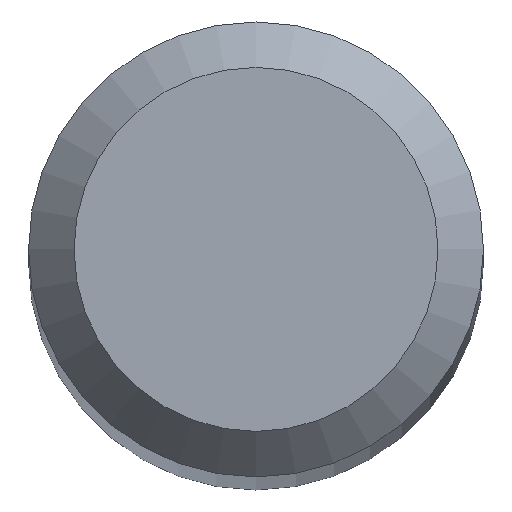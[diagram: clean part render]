
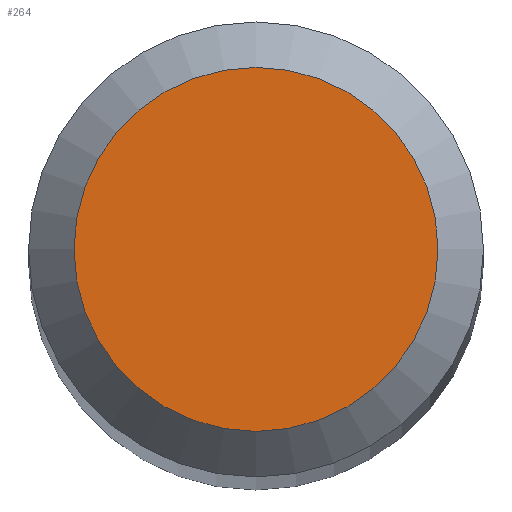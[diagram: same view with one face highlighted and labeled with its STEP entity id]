
A CAD part, top view. The second image highlights one B-rep face of the part: STEP entity #264.
In plain terms, the highlighted planar face has unit normal (0, 0, 1).
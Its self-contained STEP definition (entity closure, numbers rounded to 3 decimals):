
#56 = AXIS2_PLACEMENT_3D ( 'NONE', #98, #121, #237 ) ;
#98 = CARTESIAN_POINT ( 'NONE',  ( 0., 0., 30. ) ) ;
#121 = DIRECTION ( 'NONE',  ( 0., 0., -1. ) ) ;
#140 = DIRECTION ( 'NONE',  ( 0., 0., -1. ) ) ;
#182 = CIRCLE ( 'NONE', #203, 0.6 ) ;
#191 = PLANE ( 'NONE',  #56 ) ;
#194 = DIRECTION ( 'NONE',  ( 0., 1., 0. ) ) ;
#202 = CARTESIAN_POINT ( 'NONE',  ( 0., 0.6, 30. ) ) ;
#203 = AXIS2_PLACEMENT_3D ( 'NONE', #218, #140, #194 ) ;
#210 = ORIENTED_EDGE ( 'NONE', *, *, #290, .F. ) ;
#218 = CARTESIAN_POINT ( 'NONE',  ( 0., 0., 30. ) ) ;
#222 = EDGE_LOOP ( 'NONE', ( #210 ) ) ;
#237 = DIRECTION ( 'NONE',  ( 0., 1., 0. ) ) ;
#260 = FACE_OUTER_BOUND ( 'NONE', #222, .T. ) ;
#263 = VERTEX_POINT ( 'NONE', #202 ) ;
#264 = ADVANCED_FACE ( 'NONE', ( #260 ), #191, .F. ) ;
#290 = EDGE_CURVE ( 'NONE', #263, #263, #182, .T. ) ;
